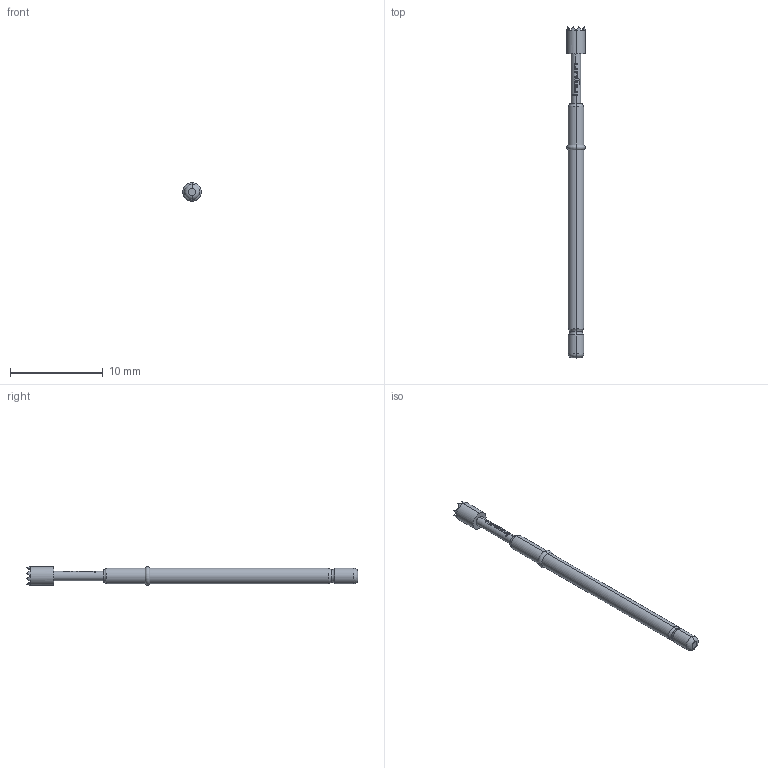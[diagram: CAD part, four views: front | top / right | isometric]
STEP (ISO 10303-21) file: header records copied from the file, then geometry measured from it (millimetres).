
FILE_DESCRIPTION (( 'STEP AP203' ), '1' );
FILE_NAME ('INGUN_GKS-112_306_200_R_xx05.STEP', '2021-04-14T10:58:44', ( '' ), ( '' ), 'SwSTEP 2.0', 'SolidWorks 2018', '' );
FILE_SCHEMA (( 'CONFIG_CONTROL_DESIGN' ));
Length unit declared in the file: millimetre
Products named in the file (1): INGUN_GKS-112_306_200_R_xx05
Bounding box: 2 x 35.7 x 2 mm (x, y, z)
Volume: 70.7 mm3; surface area: 188.9 mm2
Topology: 1 solids, 1 shells, 176 faces, 436 edges, 265 vertices
Faces by surface type: plane 99, cylinder 29, bspline 22, torus 14, cone 12
Entity records: 6151 total; most frequent: CARTESIAN_POINT 2572, ORIENTED_EDGE 872, DIRECTION 522, EDGE_CURVE 436, VERTEX_POINT 265, B_SPLINE_CURVE_WITH_KNOTS 222, AXIS2_PLACEMENT_3D 209, EDGE_LOOP 179
